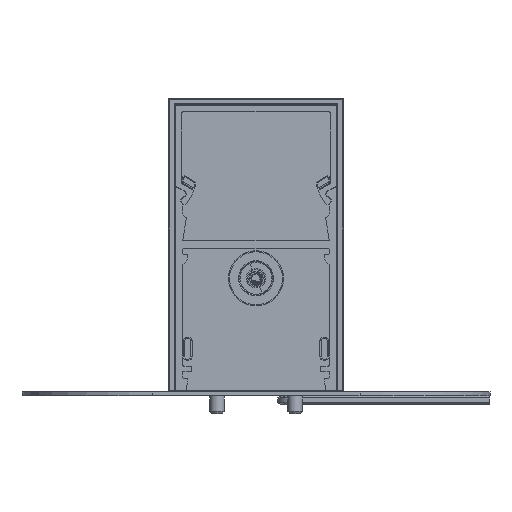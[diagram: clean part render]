
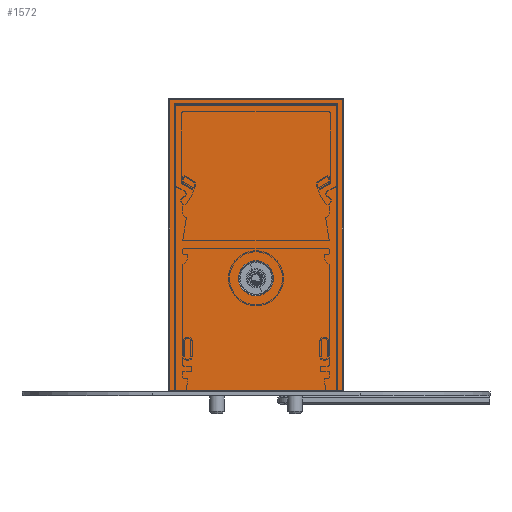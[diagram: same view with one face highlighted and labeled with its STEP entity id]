
A CAD part, left-side view. The second image highlights one B-rep face of the part: STEP entity #1572.
In plain terms, the highlighted face is planar.
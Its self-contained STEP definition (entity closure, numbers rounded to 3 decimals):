
#277=ELLIPSE('',#12225,0.127,0.127);
#278=ELLIPSE('',#12226,0.127,0.127);
#279=ELLIPSE('',#12227,0.127,0.127);
#280=ELLIPSE('',#12228,0.127,0.127);
#832=FACE_BOUND('',#3142,.T.);
#833=FACE_BOUND('',#3143,.T.);
#1070=PLANE('',#12230);
#1572=ADVANCED_FACE('NONE',(#832,#833),#1070,.T.);
#3142=EDGE_LOOP('',(#7450,#7451,#7452,#7453,#7454,#7455,#7456,#7457));
#3143=EDGE_LOOP('',(#7458));
#4054=LINE('',#21341,#4895);
#4055=LINE('',#21346,#4896);
#4056=LINE('',#21350,#4897);
#4057=LINE('',#21354,#4898);
#4895=VECTOR('',#15030,1.);
#4896=VECTOR('',#15033,1.);
#4897=VECTOR('',#15036,1.);
#4898=VECTOR('',#15039,1.);
#7450=ORIENTED_EDGE('',*,*,#10419,.T.);
#7451=ORIENTED_EDGE('',*,*,#10420,.T.);
#7452=ORIENTED_EDGE('',*,*,#10421,.T.);
#7453=ORIENTED_EDGE('',*,*,#10422,.T.);
#7454=ORIENTED_EDGE('',*,*,#10423,.T.);
#7455=ORIENTED_EDGE('',*,*,#10424,.T.);
#7456=ORIENTED_EDGE('',*,*,#10425,.T.);
#7457=ORIENTED_EDGE('',*,*,#10426,.T.);
#7458=ORIENTED_EDGE('',*,*,#10427,.T.);
#8997=VERTEX_POINT('',#21342);
#8998=VERTEX_POINT('',#21343);
#8999=VERTEX_POINT('',#21345);
#9000=VERTEX_POINT('',#21347);
#9001=VERTEX_POINT('',#21349);
#9002=VERTEX_POINT('',#21351);
#9003=VERTEX_POINT('',#21353);
#9004=VERTEX_POINT('',#21355);
#9005=VERTEX_POINT('',#21358);
#10419=EDGE_CURVE('',#8997,#8998,#4054,.T.);
#10420=EDGE_CURVE('',#8998,#8999,#277,.T.);
#10421=EDGE_CURVE('',#8999,#9000,#4055,.T.);
#10422=EDGE_CURVE('',#9000,#9001,#278,.T.);
#10423=EDGE_CURVE('',#9001,#9002,#4056,.T.);
#10424=EDGE_CURVE('',#9002,#9003,#279,.T.);
#10425=EDGE_CURVE('',#9003,#9004,#4057,.T.);
#10426=EDGE_CURVE('',#9004,#8997,#280,.T.);
#10427=EDGE_CURVE('',#9005,#9005,#11145,.T.);
#11145=CIRCLE('',#12229,4.266);
#12225=AXIS2_PLACEMENT_3D('',#21344,#15031,#15032);
#12226=AXIS2_PLACEMENT_3D('',#21348,#15034,#15035);
#12227=AXIS2_PLACEMENT_3D('',#21352,#15037,#15038);
#12228=AXIS2_PLACEMENT_3D('',#21356,#15040,#15041);
#12229=AXIS2_PLACEMENT_3D('',#21357,#15042,#15043);
#12230=AXIS2_PLACEMENT_3D('',#21359,#15044,#15045);
#15030=DIRECTION('',(1.,0.,0.));
#15031=DIRECTION('',(0.,0.,1.));
#15032=DIRECTION('',(0.707,-0.707,0.));
#15033=DIRECTION('',(0.,1.,0.));
#15034=DIRECTION('',(0.,0.,1.));
#15035=DIRECTION('',(0.707,0.707,0.));
#15036=DIRECTION('',(-1.,0.,0.));
#15037=DIRECTION('',(0.,0.,1.));
#15038=DIRECTION('',(-0.707,0.707,0.));
#15039=DIRECTION('',(0.,-1.,0.));
#15040=DIRECTION('',(0.,0.,1.));
#15041=DIRECTION('',(-0.707,-0.707,0.));
#15042=DIRECTION('',(0.,0.,-1.));
#15043=DIRECTION('',(1.,0.,0.));
#15044=DIRECTION('',(0.,0.,1.));
#15045=DIRECTION('',(1.,0.,0.));
#21341=CARTESIAN_POINT('',(0.,-27.539,4.5));
#21342=CARTESIAN_POINT('',(-20.942,-27.539,4.5));
#21343=CARTESIAN_POINT('',(20.942,-27.539,4.5));
#21344=CARTESIAN_POINT('',(20.942,-27.412,4.5));
#21345=CARTESIAN_POINT('',(21.069,-27.412,4.5));
#21346=CARTESIAN_POINT('',(21.069,0.,4.5));
#21347=CARTESIAN_POINT('',(21.069,43.613,4.5));
#21348=CARTESIAN_POINT('',(20.942,43.613,4.5));
#21349=CARTESIAN_POINT('',(20.942,43.74,4.5));
#21350=CARTESIAN_POINT('',(0.,43.74,4.5));
#21351=CARTESIAN_POINT('',(-20.942,43.74,4.5));
#21352=CARTESIAN_POINT('',(-20.942,43.613,4.5));
#21353=CARTESIAN_POINT('',(-21.069,43.613,4.5));
#21354=CARTESIAN_POINT('',(-21.069,0.,4.5));
#21355=CARTESIAN_POINT('',(-21.069,-27.412,4.5));
#21356=CARTESIAN_POINT('',(-20.942,-27.412,4.5));
#21357=CARTESIAN_POINT('',(0.,-0.01,4.5));
#21358=CARTESIAN_POINT('',(4.266,-0.01,4.5));
#21359=CARTESIAN_POINT('',(0.,0.,4.5));
